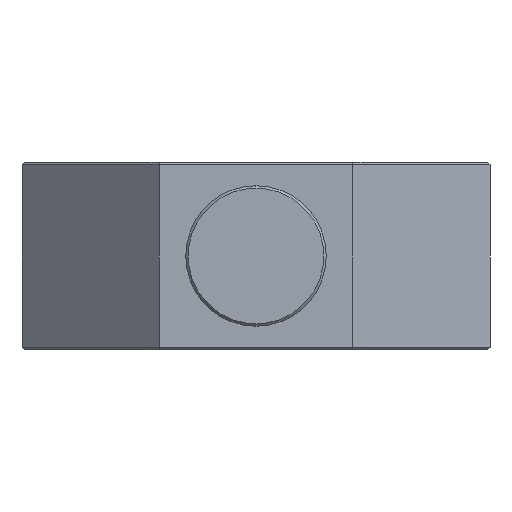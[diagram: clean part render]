
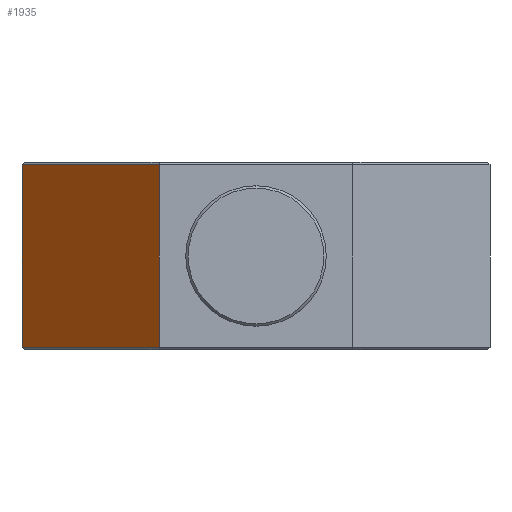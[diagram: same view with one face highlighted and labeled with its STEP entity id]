
A CAD part, left-side view. The second image highlights one B-rep face of the part: STEP entity #1935.
In plain terms, the highlighted planar face has unit normal (-0.707, 0.707, 0).
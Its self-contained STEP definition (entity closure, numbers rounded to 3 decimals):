
#21 = DIRECTION ( 'NONE',  ( 0.707, -0.707, 0. ) ) ;
#121 = DIRECTION ( 'NONE',  ( 0., 0., -1. ) ) ;
#130 = LINE ( 'NONE', #154, #1536 ) ;
#154 = CARTESIAN_POINT ( 'NONE',  ( -20.711, 50., -19.5 ) ) ;
#207 = CARTESIAN_POINT ( 'NONE',  ( -20.711, 50., 19.5 ) ) ;
#227 = VERTEX_POINT ( 'NONE', #1991 ) ;
#311 = VECTOR ( 'NONE', #121, 1000. ) ;
#321 = VERTEX_POINT ( 'NONE', #454 ) ;
#346 = AXIS2_PLACEMENT_3D ( 'NONE', #1641, #21, #983 ) ;
#385 = LINE ( 'NONE', #1347, #1572 ) ;
#429 = VERTEX_POINT ( 'NONE', #207 ) ;
#451 = CARTESIAN_POINT ( 'NONE',  ( -20.711, 50., 19.5 ) ) ;
#454 = CARTESIAN_POINT ( 'NONE',  ( -50., 20.711, 19.5 ) ) ;
#482 = DIRECTION ( 'NONE',  ( -0.707, -0.707, 0. ) ) ;
#602 = CARTESIAN_POINT ( 'NONE',  ( -50., 20.711, 20. ) ) ;
#625 = DIRECTION ( 'NONE',  ( 0.707, 0.707, 0. ) ) ;
#674 = CARTESIAN_POINT ( 'NONE',  ( -20.711, 50., -19.5 ) ) ;
#806 = LINE ( 'NONE', #451, #2012 ) ;
#868 = ORIENTED_EDGE ( 'NONE', *, *, #934, .T. ) ;
#901 = DIRECTION ( 'NONE',  ( 0., 0., -1. ) ) ;
#934 = EDGE_CURVE ( 'NONE', #1081, #227, #130, .T. ) ;
#976 = EDGE_CURVE ( 'NONE', #321, #227, #1753, .T. ) ;
#983 = DIRECTION ( 'NONE',  ( 0.707, 0.707, 0. ) ) ;
#1028 = EDGE_CURVE ( 'NONE', #321, #429, #806, .T. ) ;
#1081 = VERTEX_POINT ( 'NONE', #674 ) ;
#1134 = PLANE ( 'NONE',  #346 ) ;
#1265 = ORIENTED_EDGE ( 'NONE', *, *, #1028, .T. ) ;
#1347 = CARTESIAN_POINT ( 'NONE',  ( -20.711, 50., 20. ) ) ;
#1536 = VECTOR ( 'NONE', #482, 1000. ) ;
#1570 = EDGE_CURVE ( 'NONE', #429, #1081, #385, .T. ) ;
#1572 = VECTOR ( 'NONE', #901, 1000. ) ;
#1609 = FACE_OUTER_BOUND ( 'NONE', #1707, .T. ) ;
#1641 = CARTESIAN_POINT ( 'NONE',  ( -20.711, 50., 20. ) ) ;
#1707 = EDGE_LOOP ( 'NONE', ( #2099, #868, #2005, #1265 ) ) ;
#1753 = LINE ( 'NONE', #602, #311 ) ;
#1935 = ADVANCED_FACE ( 'NONE', ( #1609 ), #1134, .F. ) ;
#1991 = CARTESIAN_POINT ( 'NONE',  ( -50., 20.711, -19.5 ) ) ;
#2005 = ORIENTED_EDGE ( 'NONE', *, *, #976, .F. ) ;
#2012 = VECTOR ( 'NONE', #625, 1000. ) ;
#2099 = ORIENTED_EDGE ( 'NONE', *, *, #1570, .T. ) ;
